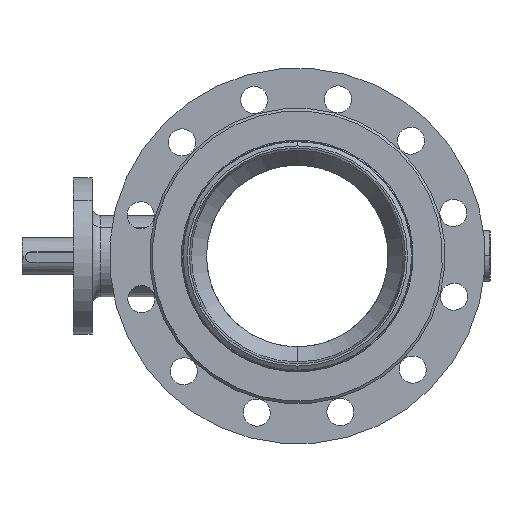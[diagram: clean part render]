
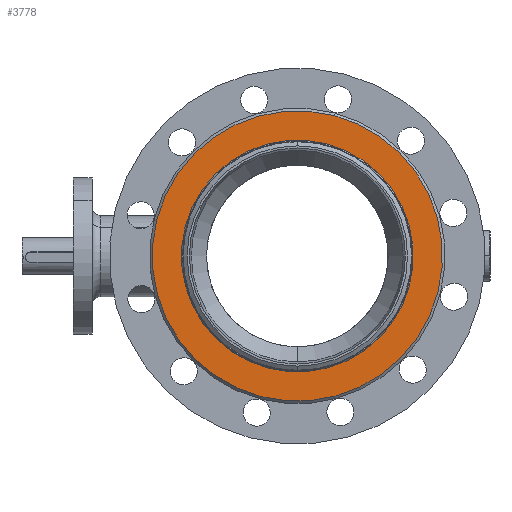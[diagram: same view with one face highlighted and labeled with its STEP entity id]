
A CAD part, left-side view. The second image highlights one B-rep face of the part: STEP entity #3778.
In plain terms, the highlighted face is planar.
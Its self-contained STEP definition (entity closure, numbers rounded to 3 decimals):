
#1 = DIRECTION ( 'NONE',  ( 0., 0., 1. ) ) ;
#77 = DIRECTION ( 'NONE',  ( 0., 0., -1. ) ) ;
#223 = EDGE_LOOP ( 'NONE', ( #4820, #2105 ) ) ;
#470 = FACE_OUTER_BOUND ( 'NONE', #3476, .T. ) ;
#546 = FACE_BOUND ( 'NONE', #223, .T. ) ;
#611 = DIRECTION ( 'NONE',  ( 1., 0., 0. ) ) ;
#677 = DIRECTION ( 'NONE',  ( 0., 0., -1. ) ) ;
#779 = DIRECTION ( 'NONE',  ( 1., 0., 0. ) ) ;
#977 = CIRCLE ( 'NONE', #6434, 139. ) ;
#1079 = CARTESIAN_POINT ( 'NONE',  ( -139., 0., 32. ) ) ;
#1138 = EDGE_CURVE ( 'NONE', #2870, #5474, #4928, .T. ) ;
#1300 = DIRECTION ( 'NONE',  ( 0., 0., 1. ) ) ;
#1378 = AXIS2_PLACEMENT_3D ( 'NONE', #5742, #1300, #779 ) ;
#2079 = DIRECTION ( 'NONE',  ( 1., 0., 0. ) ) ;
#2105 = ORIENTED_EDGE ( 'NONE', *, *, #4827, .T. ) ;
#2170 = CARTESIAN_POINT ( 'NONE',  ( 0., 0., 32. ) ) ;
#2304 = VERTEX_POINT ( 'NONE', #3611 ) ;
#2709 = PLANE ( 'NONE',  #5931 ) ;
#2870 = VERTEX_POINT ( 'NONE', #1079 ) ;
#3207 = AXIS2_PLACEMENT_3D ( 'NONE', #4028, #677, #3412 ) ;
#3412 = DIRECTION ( 'NONE',  ( -1., 0., 0. ) ) ;
#3476 = EDGE_LOOP ( 'NONE', ( #4247, #5252 ) ) ;
#3611 = CARTESIAN_POINT ( 'NONE',  ( -111., 0., 32. ) ) ;
#3778 = ADVANCED_FACE ( 'NONE', ( #470, #546 ), #2709, .T. ) ;
#3825 = EDGE_CURVE ( 'NONE', #2304, #6394, #6259, .T. ) ;
#4000 = CIRCLE ( 'NONE', #6375, 111. ) ;
#4028 = CARTESIAN_POINT ( 'NONE',  ( 0., 0., 32. ) ) ;
#4247 = ORIENTED_EDGE ( 'NONE', *, *, #1138, .T. ) ;
#4701 = CARTESIAN_POINT ( 'NONE',  ( 139., 0., 32. ) ) ;
#4792 = CARTESIAN_POINT ( 'NONE',  ( 0., 0., 32. ) ) ;
#4820 = ORIENTED_EDGE ( 'NONE', *, *, #3825, .T. ) ;
#4827 = EDGE_CURVE ( 'NONE', #6394, #2304, #4000, .T. ) ;
#4889 = CARTESIAN_POINT ( 'NONE',  ( 0., 0., 32. ) ) ;
#4928 = CIRCLE ( 'NONE', #1378, 139. ) ;
#5252 = ORIENTED_EDGE ( 'NONE', *, *, #6985, .T. ) ;
#5474 = VERTEX_POINT ( 'NONE', #4701 ) ;
#5658 = CARTESIAN_POINT ( 'NONE',  ( 111., 0., 32. ) ) ;
#5742 = CARTESIAN_POINT ( 'NONE',  ( 0., 0., 32. ) ) ;
#5931 = AXIS2_PLACEMENT_3D ( 'NONE', #4889, #1, #611 ) ;
#6061 = DIRECTION ( 'NONE',  ( -1., 0., 0. ) ) ;
#6259 = CIRCLE ( 'NONE', #3207, 111. ) ;
#6375 = AXIS2_PLACEMENT_3D ( 'NONE', #2170, #77, #6061 ) ;
#6394 = VERTEX_POINT ( 'NONE', #5658 ) ;
#6434 = AXIS2_PLACEMENT_3D ( 'NONE', #4792, #6956, #2079 ) ;
#6956 = DIRECTION ( 'NONE',  ( 0., 0., 1. ) ) ;
#6985 = EDGE_CURVE ( 'NONE', #5474, #2870, #977, .T. ) ;
